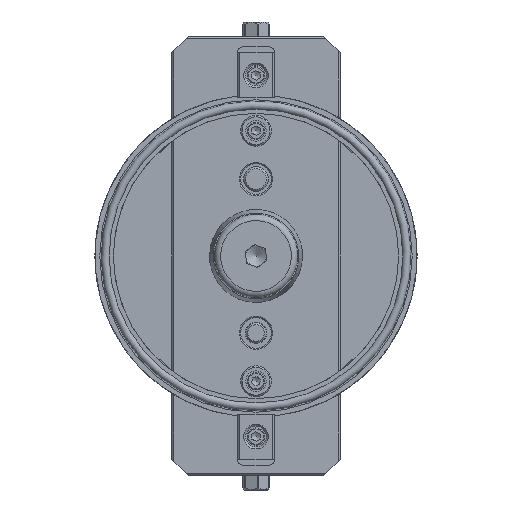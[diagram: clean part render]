
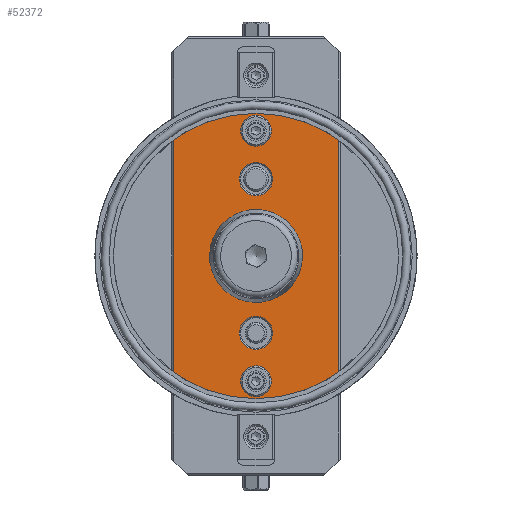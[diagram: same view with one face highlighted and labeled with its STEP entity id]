
A CAD part, front view. The second image highlights one B-rep face of the part: STEP entity #52372.
In plain terms, the highlighted planar face has unit normal (0, -1, 0).
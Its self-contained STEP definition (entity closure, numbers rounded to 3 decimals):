
#2650=FACE_BOUND('',#18795,.T.);
#2651=FACE_BOUND('',#18796,.T.);
#2652=FACE_BOUND('',#18797,.T.);
#2653=FACE_BOUND('',#18798,.T.);
#2654=FACE_BOUND('',#18799,.T.);
#5653=LINE('',#82290,#10380);
#5736=LINE('',#82510,#10463);
#10380=VECTOR('',#62581,10.);
#10463=VECTOR('',#62782,10.);
#13508=PLANE('',#55419);
#15839=FACE_OUTER_BOUND('',#18794,.T.);
#18794=EDGE_LOOP('',(#42774,#42775,#42776,#42777));
#18795=EDGE_LOOP('',(#42778,#42779,#42780,#42781,#42782));
#18796=EDGE_LOOP('',(#42783));
#18797=EDGE_LOOP('',(#42784));
#18798=EDGE_LOOP('',(#42785));
#18799=EDGE_LOOP('',(#42786));
#19964=CIRCLE('',#53766,21.642);
#19968=CIRCLE('',#53770,21.642);
#19970=CIRCLE('',#53772,21.642);
#20091=CIRCLE('',#54054,7.5);
#20095=CIRCLE('',#54064,69.5);
#20099=CIRCLE('',#54070,69.5);
#20344=CIRCLE('',#55219,2.567);
#20346=CIRCLE('',#55223,2.567);
#20355=CIRCLE('',#55415,8.1);
#20358=CIRCLE('',#55420,7.5);
#20359=CIRCLE('',#55421,8.1);
#21044=VERTEX_POINT('',#68813);
#21046=VERTEX_POINT('',#68816);
#21066=VERTEX_POINT('',#68883);
#21069=VERTEX_POINT('',#68890);
#21070=VERTEX_POINT('',#68892);
#21355=VERTEX_POINT('',#70127);
#21361=VERTEX_POINT('',#70146);
#21362=VERTEX_POINT('',#70148);
#21369=VERTEX_POINT('',#70163);
#21370=VERTEX_POINT('',#70165);
#24268=VERTEX_POINT('',#85574);
#24271=VERTEX_POINT('',#85584);
#24272=VERTEX_POINT('',#85586);
#25947=EDGE_CURVE('',#21044,#21066,#19964,.T.);
#25951=EDGE_CURVE('',#21066,#21069,#19968,.T.);
#25953=EDGE_CURVE('',#21070,#21046,#19970,.T.);
#26368=EDGE_CURVE('',#21355,#21355,#20091,.T.);
#26376=EDGE_CURVE('',#21362,#21361,#20095,.T.);
#26385=EDGE_CURVE('',#21370,#21369,#20099,.T.);
#29862=EDGE_CURVE('',#21362,#21369,#5653,.T.);
#29968=EDGE_CURVE('',#21370,#21361,#5736,.T.);
#30058=EDGE_CURVE('',#21069,#21070,#20344,.T.);
#30062=EDGE_CURVE('',#21046,#21044,#20346,.T.);
#30732=EDGE_CURVE('',#24268,#24268,#20355,.T.);
#30737=EDGE_CURVE('',#24271,#24271,#20358,.T.);
#30738=EDGE_CURVE('',#24272,#24272,#20359,.T.);
#42774=ORIENTED_EDGE('',*,*,#26385,.T.);
#42775=ORIENTED_EDGE('',*,*,#29862,.F.);
#42776=ORIENTED_EDGE('',*,*,#26376,.T.);
#42777=ORIENTED_EDGE('',*,*,#29968,.F.);
#42778=ORIENTED_EDGE('',*,*,#25953,.F.);
#42779=ORIENTED_EDGE('',*,*,#30058,.F.);
#42780=ORIENTED_EDGE('',*,*,#25951,.F.);
#42781=ORIENTED_EDGE('',*,*,#25947,.F.);
#42782=ORIENTED_EDGE('',*,*,#30062,.F.);
#42783=ORIENTED_EDGE('',*,*,#30732,.F.);
#42784=ORIENTED_EDGE('',*,*,#30737,.T.);
#42785=ORIENTED_EDGE('',*,*,#26368,.T.);
#42786=ORIENTED_EDGE('',*,*,#30738,.F.);
#52372=ADVANCED_FACE('',(#15839,#2650,#2651,#2652,#2653,#2654),#13508,.T.);
#53766=AXIS2_PLACEMENT_3D('',#68884,#57270,#57271);
#53770=AXIS2_PLACEMENT_3D('',#68891,#57278,#57279);
#53772=AXIS2_PLACEMENT_3D('',#68894,#57282,#57283);
#54054=AXIS2_PLACEMENT_3D('',#70129,#58037,#58038);
#54064=AXIS2_PLACEMENT_3D('',#70149,#58060,#58061);
#54070=AXIS2_PLACEMENT_3D('',#70166,#58075,#58076);
#55219=AXIS2_PLACEMENT_3D('',#82702,#62950,#62951);
#55223=AXIS2_PLACEMENT_3D('',#82709,#62960,#62961);
#55415=AXIS2_PLACEMENT_3D('',#85575,#63835,#63836);
#55419=AXIS2_PLACEMENT_3D('',#85583,#63845,#63846);
#55420=AXIS2_PLACEMENT_3D('',#85585,#63847,#63848);
#55421=AXIS2_PLACEMENT_3D('',#85587,#63849,#63850);
#57270=DIRECTION('center_axis',(0.,-1.,0.));
#57271=DIRECTION('ref_axis',(0.,0.,1.));
#57278=DIRECTION('center_axis',(0.,-1.,0.));
#57279=DIRECTION('ref_axis',(0.,0.,1.));
#57282=DIRECTION('center_axis',(0.,-1.,0.));
#57283=DIRECTION('ref_axis',(0.,0.,1.));
#58037=DIRECTION('center_axis',(0.,1.,0.));
#58038=DIRECTION('ref_axis',(1.,0.,0.));
#58060=DIRECTION('center_axis',(0.,-1.,0.));
#58061=DIRECTION('ref_axis',(-0.904,0.,-0.428));
#58075=DIRECTION('center_axis',(0.,-1.,0.));
#58076=DIRECTION('ref_axis',(0.904,0.,0.428));
#62581=DIRECTION('',(0.,0.,-1.));
#62782=DIRECTION('',(0.,0.,1.));
#62950=DIRECTION('center_axis',(0.,-1.,0.));
#62951=DIRECTION('ref_axis',(1.,0.,0.));
#62960=DIRECTION('center_axis',(0.,-1.,0.));
#62961=DIRECTION('ref_axis',(1.,0.,0.));
#63835=DIRECTION('center_axis',(0.,-1.,0.));
#63836=DIRECTION('ref_axis',(-1.,0.,0.));
#63845=DIRECTION('center_axis',(0.,-1.,0.));
#63846=DIRECTION('ref_axis',(1.,0.,0.));
#63847=DIRECTION('center_axis',(0.,1.,0.));
#63848=DIRECTION('ref_axis',(1.,0.,0.));
#63849=DIRECTION('center_axis',(0.,-1.,0.));
#63850=DIRECTION('ref_axis',(-1.,0.,0.));
#68813=CARTESIAN_POINT('',(-15.03,0.,15.572));
#68816=CARTESIAN_POINT('',(-14.417,0.,16.14));
#68883=CARTESIAN_POINT('',(20.042,0.,-8.165));
#68884=CARTESIAN_POINT('Origin',(0.,0.,
0.));
#68890=CARTESIAN_POINT('',(15.03,0.,15.572));
#68891=CARTESIAN_POINT('Origin',(0.,0.,
0.));
#68892=CARTESIAN_POINT('',(14.417,0.,16.14));
#68894=CARTESIAN_POINT('Origin',(0.,0.,
0.));
#70127=CARTESIAN_POINT('',(-7.474,0.,60.371));
#70129=CARTESIAN_POINT('Origin',(0.,0.,
61.));
#70146=CARTESIAN_POINT('',(-40.,0.,56.835));
#70148=CARTESIAN_POINT('',(40.,0.,56.835));
#70149=CARTESIAN_POINT('Origin',(0.,0.,
0.));
#70163=CARTESIAN_POINT('',(40.,0.,-56.835));
#70165=CARTESIAN_POINT('',(-40.,0.,-56.835));
#70166=CARTESIAN_POINT('Origin',(0.,0.,
0.));
#82290=CARTESIAN_POINT('',(40.,0.,0.));
#82510=CARTESIAN_POINT('',(-40.,0.,0.));
#82702=CARTESIAN_POINT('Origin',(13.,0.,14.));
#82709=CARTESIAN_POINT('Origin',(-13.,0.,14.));
#85574=CARTESIAN_POINT('',(8.1,0.,-37.5));
#85575=CARTESIAN_POINT('Origin',(0.,0.,
-37.5));
#85583=CARTESIAN_POINT('Origin',(-41.,0.,0.));
#85584=CARTESIAN_POINT('',(-7.474,0.,-61.629));
#85585=CARTESIAN_POINT('Origin',(0.,0.,
-61.));
#85586=CARTESIAN_POINT('',(8.1,0.,37.5));
#85587=CARTESIAN_POINT('Origin',(0.,0.,
37.5));
